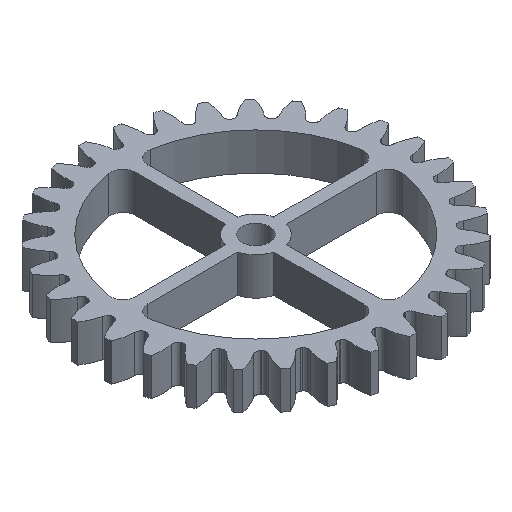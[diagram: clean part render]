
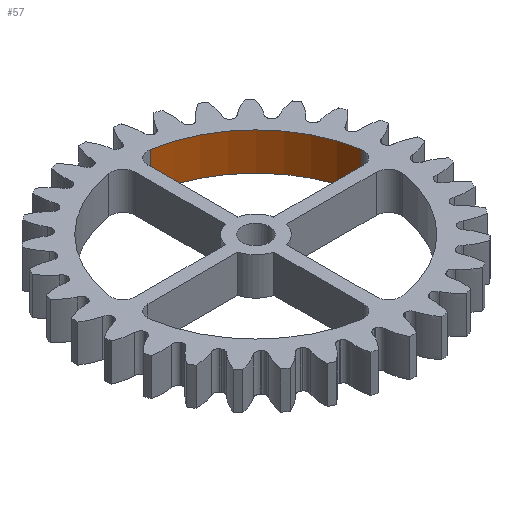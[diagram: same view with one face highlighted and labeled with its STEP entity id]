
A CAD part, isometric view. The second image highlights one B-rep face of the part: STEP entity #57.
In plain terms, the highlighted cylindrical face has radius 20.5 mm (diameter 41 mm), a partial arc.
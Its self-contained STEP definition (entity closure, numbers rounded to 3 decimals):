
#57=ADVANCED_FACE('',(#344),#346,.F.);
#344=FACE_BOUND('',#345,.T.);
#345=EDGE_LOOP('',(#2100,#2101,#2102,#2103));
#346=CYLINDRICAL_SURFACE('',#347,20.5);
#347=AXIS2_PLACEMENT_3D('',#348,#349,#350);
#348=CARTESIAN_POINT('',(0.,0.,0.));
#349=DIRECTION('',(0.,0.,1.));
#350=DIRECTION('',(0.,1.,0.));
#2100=ORIENTED_EDGE('',*,*,#7070,.F.);
#2101=ORIENTED_EDGE('',*,*,#7036,.F.);
#2102=ORIENTED_EDGE('',*,*,#7071,.F.);
#2103=ORIENTED_EDGE('',*,*,#6821,.F.);
#6821=EDGE_CURVE('',#7638,#7641,#7642,.T.);
#7036=EDGE_CURVE('',#8069,#8061,#8071,.F.);
#7070=EDGE_CURVE('',#8061,#7638,#8124,.F.);
#7071=EDGE_CURVE('',#7641,#8069,#8125,.T.);
#7638=VERTEX_POINT('',#12474);
#7641=VERTEX_POINT('',#12480);
#7642=CIRCLE('',#12481,20.5);
#8061=VERTEX_POINT('',#16746);
#8069=VERTEX_POINT('',#16764);
#8071=CIRCLE('',#16769,20.5);
#8124=LINE('',#16904,#16905);
#8125=LINE('',#16907,#16908);
#12474=CARTESIAN_POINT('',(20.229,3.324,0.));
#12480=CARTESIAN_POINT('',(3.324,20.229,0.));
#12481=AXIS2_PLACEMENT_3D('',#12482,#12483,#12484);
#12482=CARTESIAN_POINT('',(0.,0.,0.));
#12483=DIRECTION('',(0.,0.,1.));
#12484=DIRECTION('',(0.987,0.162,0.));
#16746=CARTESIAN_POINT('',(20.229,3.324,6.));
#16764=CARTESIAN_POINT('',(3.324,20.229,6.));
#16769=AXIS2_PLACEMENT_3D('',#16770,#16771,#16772);
#16770=CARTESIAN_POINT('',(0.,0.,6.));
#16771=DIRECTION('',(0.,0.,1.));
#16772=DIRECTION('',(0.987,0.162,0.));
#16904=CARTESIAN_POINT('',(20.229,3.324,0.));
#16905=VECTOR('',#16906,1.);
#16906=DIRECTION('',(0.,0.,1.));
#16907=CARTESIAN_POINT('',(3.324,20.229,0.));
#16908=VECTOR('',#16909,1.);
#16909=DIRECTION('',(0.,0.,1.));
